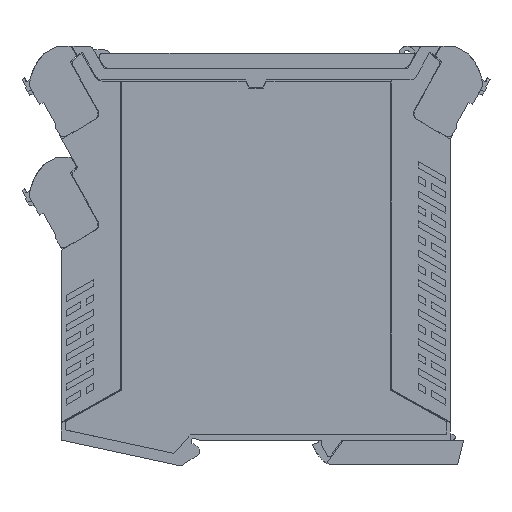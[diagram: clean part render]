
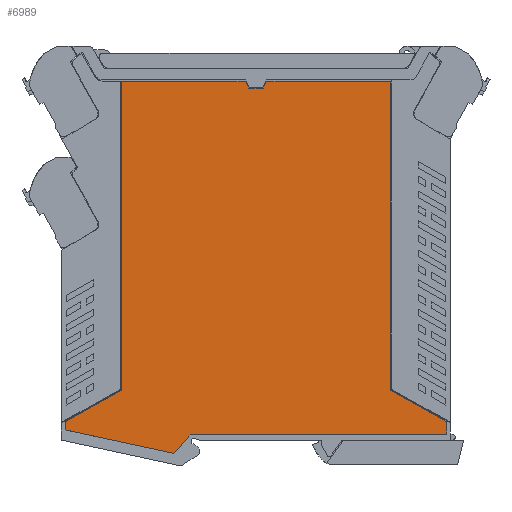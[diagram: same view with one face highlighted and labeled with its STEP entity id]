
A CAD part, left-side view. The second image highlights one B-rep face of the part: STEP entity #6989.
In plain terms, the highlighted planar face has unit normal (-1, 0, 0).
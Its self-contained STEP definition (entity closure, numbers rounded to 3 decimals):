
#6827=AXIS2_PLACEMENT_3D('Plane Axis2P3D',#6824,#6825,#6826) ;
#6824=CARTESIAN_POINT('Axis2P3D Location',(0.,63.562,7.024)) ;
#6830=CARTESIAN_POINT('Control Point',(0.,61.618,102.624)) ;
#6831=CARTESIAN_POINT('Control Point',(0.,62.914,102.624)) ;
#6832=CARTESIAN_POINT('Control Point',(0.,64.211,102.624)) ;
#6833=CARTESIAN_POINT('Control Point',(0.,65.507,102.624)) ;
#6834=CARTESIAN_POINT('Vertex',(0.,61.618,102.624)) ;
#6836=CARTESIAN_POINT('Vertex',(0.,65.507,102.624)) ;
#6839=CARTESIAN_POINT('Line Origine',(0.,65.95,103.574)) ;
#6843=CARTESIAN_POINT('Vertex',(0.,66.393,104.524)) ;
#6846=CARTESIAN_POINT('Line Origine',(0.,68.143,104.524)) ;
#6850=CARTESIAN_POINT('Vertex',(0.,69.893,104.524)) ;
#6854=CARTESIAN_POINT('Control Point',(0.,69.893,104.524)) ;
#6855=CARTESIAN_POINT('Control Point',(0.,79.983,104.524)) ;
#6856=CARTESIAN_POINT('Control Point',(0.,90.073,104.524)) ;
#6857=CARTESIAN_POINT('Control Point',(0.,100.162,104.524)) ;
#6858=CARTESIAN_POINT('Vertex',(0.,100.162,104.524)) ;
#6862=CARTESIAN_POINT('Control Point',(0.,100.162,104.524)) ;
#6863=CARTESIAN_POINT('Control Point',(0.,100.162,76.54)) ;
#6864=CARTESIAN_POINT('Control Point',(0.,100.162,48.555)) ;
#6865=CARTESIAN_POINT('Control Point',(0.,100.162,20.571)) ;
#6866=CARTESIAN_POINT('Vertex',(0.,100.162,20.571)) ;
#6870=CARTESIAN_POINT('Control Point',(0.,100.162,20.571)) ;
#6871=CARTESIAN_POINT('Control Point',(0.,105.24,17.727)) ;
#6872=CARTESIAN_POINT('Control Point',(0.,110.317,14.884)) ;
#6873=CARTESIAN_POINT('Control Point',(0.,115.395,12.04)) ;
#6874=CARTESIAN_POINT('Vertex',(0.,115.395,12.04)) ;
#6878=CARTESIAN_POINT('Control Point',(0.,115.395,12.04)) ;
#6879=CARTESIAN_POINT('Control Point',(0.,115.395,11.284)) ;
#6880=CARTESIAN_POINT('Control Point',(0.,115.395,10.528)) ;
#6881=CARTESIAN_POINT('Control Point',(0.,115.395,9.771)) ;
#6882=CARTESIAN_POINT('Vertex',(0.,115.395,9.771)) ;
#6886=CARTESIAN_POINT('Control Point',(0.,115.395,9.771)) ;
#6887=CARTESIAN_POINT('Control Point',(0.,105.544,7.652)) ;
#6888=CARTESIAN_POINT('Control Point',(0.,95.693,5.532)) ;
#6889=CARTESIAN_POINT('Control Point',(0.,85.842,3.413)) ;
#6890=CARTESIAN_POINT('Vertex',(0.,85.842,3.413)) ;
#6894=CARTESIAN_POINT('Control Point',(0.,85.842,3.413)) ;
#6895=CARTESIAN_POINT('Control Point',(0.,84.484,4.968)) ;
#6896=CARTESIAN_POINT('Control Point',(0.,83.125,6.522)) ;
#6897=CARTESIAN_POINT('Control Point',(0.,81.767,8.077)) ;
#6898=CARTESIAN_POINT('Vertex',(0.,81.767,8.077)) ;
#6902=CARTESIAN_POINT('Control Point',(0.,81.767,8.077)) ;
#6903=CARTESIAN_POINT('Control Point',(0.,81.766,8.079)) ;
#6904=CARTESIAN_POINT('Control Point',(0.,81.764,8.08)) ;
#6905=CARTESIAN_POINT('Control Point',(0.,81.762,8.082)) ;
#6906=CARTESIAN_POINT('Vertex',(0.,81.762,8.082)) ;
#6910=CARTESIAN_POINT('Control Point',(0.,81.762,8.082)) ;
#6911=CARTESIAN_POINT('Control Point',(0.,81.605,8.263)) ;
#6912=CARTESIAN_POINT('Control Point',(0.,81.447,8.443)) ;
#6913=CARTESIAN_POINT('Control Point',(0.,81.289,8.624)) ;
#6914=CARTESIAN_POINT('Vertex',(0.,81.289,8.624)) ;
#6918=CARTESIAN_POINT('Control Point',(0.,81.289,8.624)) ;
#6919=CARTESIAN_POINT('Control Point',(0.,58.103,8.624)) ;
#6920=CARTESIAN_POINT('Control Point',(0.,34.916,8.624)) ;
#6921=CARTESIAN_POINT('Control Point',(0.,11.73,8.624)) ;
#6922=CARTESIAN_POINT('Vertex',(0.,11.73,8.624)) ;
#6926=CARTESIAN_POINT('Control Point',(0.,11.73,8.624)) ;
#6927=CARTESIAN_POINT('Control Point',(0.,11.73,9.763)) ;
#6928=CARTESIAN_POINT('Control Point',(0.,11.73,10.901)) ;
#6929=CARTESIAN_POINT('Control Point',(0.,11.73,12.04)) ;
#6930=CARTESIAN_POINT('Vertex',(0.,11.73,12.04)) ;
#6934=CARTESIAN_POINT('Control Point',(0.,11.73,12.04)) ;
#6935=CARTESIAN_POINT('Control Point',(0.,16.808,14.884)) ;
#6936=CARTESIAN_POINT('Control Point',(0.,21.885,17.727)) ;
#6937=CARTESIAN_POINT('Control Point',(0.,26.962,20.571)) ;
#6938=CARTESIAN_POINT('Vertex',(0.,26.962,20.571)) ;
#6942=CARTESIAN_POINT('Control Point',(0.,26.962,20.571)) ;
#6943=CARTESIAN_POINT('Control Point',(0.,26.962,48.555)) ;
#6944=CARTESIAN_POINT('Control Point',(0.,26.962,76.54)) ;
#6945=CARTESIAN_POINT('Control Point',(0.,26.962,104.524)) ;
#6946=CARTESIAN_POINT('Vertex',(0.,26.962,104.524)) ;
#6950=CARTESIAN_POINT('Control Point',(0.,26.962,104.524)) ;
#6951=CARTESIAN_POINT('Control Point',(0.,37.052,104.524)) ;
#6952=CARTESIAN_POINT('Control Point',(0.,47.142,104.524)) ;
#6953=CARTESIAN_POINT('Control Point',(0.,57.232,104.524)) ;
#6954=CARTESIAN_POINT('Vertex',(0.,57.232,104.524)) ;
#6957=CARTESIAN_POINT('Line Origine',(0.,58.982,104.524)) ;
#6961=CARTESIAN_POINT('Vertex',(0.,60.732,104.524)) ;
#6964=CARTESIAN_POINT('Line Origine',(0.,61.175,103.574)) ;
#6825=DIRECTION('Axis2P3D Direction',(-1.,0.,0.)) ;
#6826=DIRECTION('Axis2P3D XDirection',(0.,1.,0.)) ;
#6840=DIRECTION('Vector Direction',(0.,0.423,0.906)) ;
#6847=DIRECTION('Vector Direction',(0.,1.,0.)) ;
#6958=DIRECTION('Vector Direction',(0.,1.,0.)) ;
#6965=DIRECTION('Vector Direction',(0.,-0.423,0.906)) ;
#6841=VECTOR('Line Direction',#6840,1.) ;
#6848=VECTOR('Line Direction',#6847,1.) ;
#6959=VECTOR('Line Direction',#6958,1.) ;
#6966=VECTOR('Line Direction',#6965,1.) ;
#6970=ORIENTED_EDGE('',*,*,#6838,.T.) ;
#6971=ORIENTED_EDGE('',*,*,#6845,.T.) ;
#6972=ORIENTED_EDGE('',*,*,#6852,.T.) ;
#6973=ORIENTED_EDGE('',*,*,#6860,.T.) ;
#6974=ORIENTED_EDGE('',*,*,#6868,.T.) ;
#6975=ORIENTED_EDGE('',*,*,#6876,.T.) ;
#6976=ORIENTED_EDGE('',*,*,#6884,.T.) ;
#6977=ORIENTED_EDGE('',*,*,#6892,.T.) ;
#6978=ORIENTED_EDGE('',*,*,#6900,.T.) ;
#6979=ORIENTED_EDGE('',*,*,#6908,.T.) ;
#6980=ORIENTED_EDGE('',*,*,#6916,.T.) ;
#6981=ORIENTED_EDGE('',*,*,#6924,.T.) ;
#6982=ORIENTED_EDGE('',*,*,#6932,.T.) ;
#6983=ORIENTED_EDGE('',*,*,#6940,.T.) ;
#6984=ORIENTED_EDGE('',*,*,#6948,.T.) ;
#6985=ORIENTED_EDGE('',*,*,#6956,.T.) ;
#6986=ORIENTED_EDGE('',*,*,#6963,.T.) ;
#6987=ORIENTED_EDGE('',*,*,#6968,.T.) ;
#6989=ADVANCED_FACE('GEHAEUSE',(#6988),#6828,.T.) ;
#6829=B_SPLINE_CURVE_WITH_KNOTS('',3,(#6830,#6831,#6832,#6833),.UNSPECIFIED.,.F.,.U.,(4,4),(3.5,7.39),.UNSPECIFIED.) ;
#6853=B_SPLINE_CURVE_WITH_KNOTS('',3,(#6854,#6855,#6856,#6857),.UNSPECIFIED.,.F.,.U.,(4,4),(0.,30.269),.UNSPECIFIED.) ;
#6861=B_SPLINE_CURVE_WITH_KNOTS('',3,(#6862,#6863,#6864,#6865),.UNSPECIFIED.,.F.,.U.,(4,4),(0.,83.953),.UNSPECIFIED.) ;
#6869=B_SPLINE_CURVE_WITH_KNOTS('',3,(#6870,#6871,#6872,#6873),.UNSPECIFIED.,.F.,.U.,(4,4),(0.,17.458),.UNSPECIFIED.) ;
#6877=B_SPLINE_CURVE_WITH_KNOTS('',3,(#6878,#6879,#6880,#6881),.UNSPECIFIED.,.F.,.U.,(4,4),(0.,2.269),.UNSPECIFIED.) ;
#6885=B_SPLINE_CURVE_WITH_KNOTS('',3,(#6886,#6887,#6888,#6889),.UNSPECIFIED.,.F.,.U.,(4,4),(0.,30.229),.UNSPECIFIED.) ;
#6893=B_SPLINE_CURVE_WITH_KNOTS('',3,(#6894,#6895,#6896,#6897),.UNSPECIFIED.,.F.,.U.,(4,4),(0.,6.193),.UNSPECIFIED.) ;
#6901=B_SPLINE_CURVE_WITH_KNOTS('',3,(#6902,#6903,#6904,#6905),.UNSPECIFIED.,.F.,.U.,(4,4),(0.,0.007),.UNSPECIFIED.) ;
#6909=B_SPLINE_CURVE_WITH_KNOTS('',3,(#6910,#6911,#6912,#6913),.UNSPECIFIED.,.F.,.U.,(4,4),(0.,0.719),.UNSPECIFIED.) ;
#6917=B_SPLINE_CURVE_WITH_KNOTS('',3,(#6918,#6919,#6920,#6921),.UNSPECIFIED.,.F.,.U.,(4,4),(0.,69.559),.UNSPECIFIED.) ;
#6925=B_SPLINE_CURVE_WITH_KNOTS('',3,(#6926,#6927,#6928,#6929),.UNSPECIFIED.,.F.,.U.,(4,4),(0.,3.416),.UNSPECIFIED.) ;
#6933=B_SPLINE_CURVE_WITH_KNOTS('',3,(#6934,#6935,#6936,#6937),.UNSPECIFIED.,.F.,.U.,(4,4),(0.,17.458),.UNSPECIFIED.) ;
#6941=B_SPLINE_CURVE_WITH_KNOTS('',3,(#6942,#6943,#6944,#6945),.UNSPECIFIED.,.F.,.U.,(4,4),(0.,83.953),.UNSPECIFIED.) ;
#6949=B_SPLINE_CURVE_WITH_KNOTS('',3,(#6950,#6951,#6952,#6953),.UNSPECIFIED.,.F.,.U.,(4,4),(0.,30.269),.UNSPECIFIED.) ;
#6838=EDGE_CURVE('',#6835,#6837,#6829,.T.) ;
#6845=EDGE_CURVE('',#6837,#6844,#6842,.T.) ;
#6852=EDGE_CURVE('',#6844,#6851,#6849,.T.) ;
#6860=EDGE_CURVE('',#6851,#6859,#6853,.T.) ;
#6868=EDGE_CURVE('',#6859,#6867,#6861,.T.) ;
#6876=EDGE_CURVE('',#6867,#6875,#6869,.T.) ;
#6884=EDGE_CURVE('',#6875,#6883,#6877,.T.) ;
#6892=EDGE_CURVE('',#6883,#6891,#6885,.T.) ;
#6900=EDGE_CURVE('',#6891,#6899,#6893,.T.) ;
#6908=EDGE_CURVE('',#6899,#6907,#6901,.T.) ;
#6916=EDGE_CURVE('',#6907,#6915,#6909,.T.) ;
#6924=EDGE_CURVE('',#6915,#6923,#6917,.T.) ;
#6932=EDGE_CURVE('',#6923,#6931,#6925,.T.) ;
#6940=EDGE_CURVE('',#6931,#6939,#6933,.T.) ;
#6948=EDGE_CURVE('',#6939,#6947,#6941,.T.) ;
#6956=EDGE_CURVE('',#6947,#6955,#6949,.T.) ;
#6963=EDGE_CURVE('',#6955,#6962,#6960,.T.) ;
#6968=EDGE_CURVE('',#6962,#6835,#6967,.F.) ;
#6969=EDGE_LOOP('',(#6970,#6971,#6972,#6973,#6974,#6975,#6976,#6977,#6978,#6979,#6980,#6981,#6982,#6983,#6984,#6985,#6986,#6987)) ;
#6988=FACE_OUTER_BOUND('',#6969,.T.) ;
#6842=LINE('Line',#6839,#6841) ;
#6849=LINE('Line',#6846,#6848) ;
#6960=LINE('Line',#6957,#6959) ;
#6967=LINE('Line',#6964,#6966) ;
#6828=PLANE('',#6827) ;
#6835=VERTEX_POINT('',#6834) ;
#6837=VERTEX_POINT('',#6836) ;
#6844=VERTEX_POINT('',#6843) ;
#6851=VERTEX_POINT('',#6850) ;
#6859=VERTEX_POINT('',#6858) ;
#6867=VERTEX_POINT('',#6866) ;
#6875=VERTEX_POINT('',#6874) ;
#6883=VERTEX_POINT('',#6882) ;
#6891=VERTEX_POINT('',#6890) ;
#6899=VERTEX_POINT('',#6898) ;
#6907=VERTEX_POINT('',#6906) ;
#6915=VERTEX_POINT('',#6914) ;
#6923=VERTEX_POINT('',#6922) ;
#6931=VERTEX_POINT('',#6930) ;
#6939=VERTEX_POINT('',#6938) ;
#6947=VERTEX_POINT('',#6946) ;
#6955=VERTEX_POINT('',#6954) ;
#6962=VERTEX_POINT('',#6961) ;
